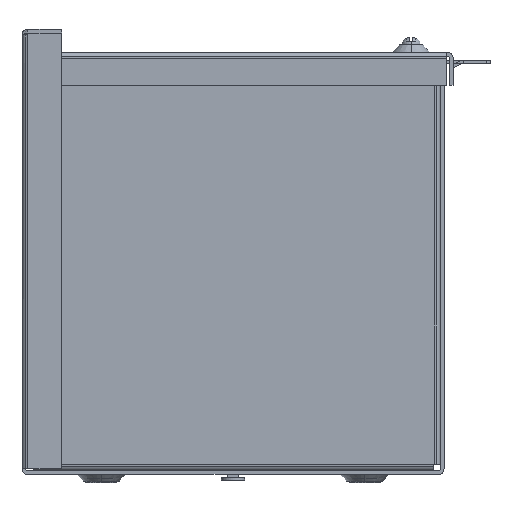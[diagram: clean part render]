
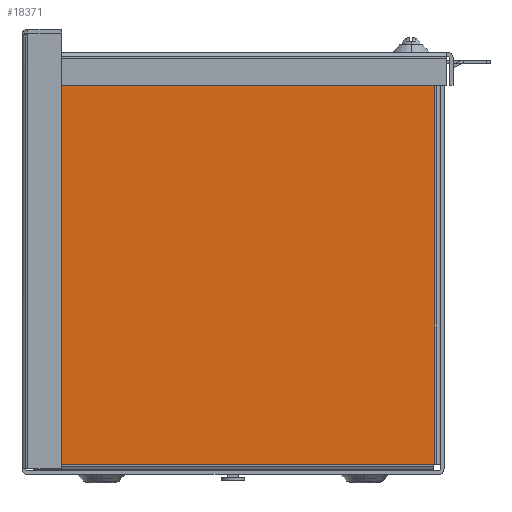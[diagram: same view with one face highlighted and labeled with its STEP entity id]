
A CAD part, left-side view. The second image highlights one B-rep face of the part: STEP entity #18371.
In plain terms, the highlighted planar face has unit normal (-1, 0, 0).
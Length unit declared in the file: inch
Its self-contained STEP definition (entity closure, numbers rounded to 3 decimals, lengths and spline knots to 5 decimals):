
#261 = VECTOR ( 'NONE', #19444, 39.37008 ) ;
#287 = VERTEX_POINT ( 'NONE', #1812 ) ;
#527 = CARTESIAN_POINT ( 'NONE',  ( -18., 3.8, 0.197 ) ) ;
#719 = VECTOR ( 'NONE', #20837, 39.37008 ) ;
#1812 = CARTESIAN_POINT ( 'NONE',  ( -18., 3.8, 7.783 ) ) ;
#1989 = CARTESIAN_POINT ( 'NONE',  ( -18., -3.803, 7.783 ) ) ;
#2144 = EDGE_CURVE ( 'NONE', #287, #11294, #10440, .T. ) ;
#2187 = VECTOR ( 'NONE', #12441, 39.37008 ) ;
#2362 = LINE ( 'NONE', #9410, #7295 ) ;
#2550 = CARTESIAN_POINT ( 'NONE',  ( -18., -3.803, 7.8 ) ) ;
#2750 = VECTOR ( 'NONE', #20302, 39.37008 ) ;
#2892 = EDGE_CURVE ( 'NONE', #23403, #23556, #7098, .T. ) ;
#3489 = EDGE_CURVE ( 'NONE', #19800, #23403, #10475, .T. ) ;
#4159 = ORIENTED_EDGE ( 'NONE', *, *, #5357, .T. ) ;
#4182 = CARTESIAN_POINT ( 'NONE',  ( -18., -3.803, 7.908 ) ) ;
#5028 = FACE_OUTER_BOUND ( 'NONE', #19628, .T. ) ;
#5357 = EDGE_CURVE ( 'NONE', #21426, #10200, #10062, .T. ) ;
#5922 = EDGE_CURVE ( 'NONE', #10200, #21816, #20598, .T. ) ;
#6090 = CARTESIAN_POINT ( 'NONE',  ( -18., -3.803, 0.197 ) ) ;
#6167 = DIRECTION ( 'NONE',  ( 0., 1., 0. ) ) ;
#6617 = LINE ( 'NONE', #24983, #18257 ) ;
#6805 = ORIENTED_EDGE ( 'NONE', *, *, #27029, .T. ) ;
#6979 = ORIENTED_EDGE ( 'NONE', *, *, #2144, .T. ) ;
#7098 = LINE ( 'NONE', #16656, #719 ) ;
#7295 = VECTOR ( 'NONE', #25386, 39.37008 ) ;
#7303 = ORIENTED_EDGE ( 'NONE', *, *, #3489, .T. ) ;
#7322 = VECTOR ( 'NONE', #27189, 39.37008 ) ;
#7374 = VECTOR ( 'NONE', #24566, 39.37008 ) ;
#9148 = DIRECTION ( 'NONE',  ( 0., -1., 0. ) ) ;
#9410 = CARTESIAN_POINT ( 'NONE',  ( -18., -3.803, 0.197 ) ) ;
#9419 = CARTESIAN_POINT ( 'NONE',  ( -18., -3.82, 7.908 ) ) ;
#10062 = LINE ( 'NONE', #16654, #2187 ) ;
#10200 = VERTEX_POINT ( 'NONE', #27812 ) ;
#10440 = LINE ( 'NONE', #12666, #20569 ) ;
#10475 = LINE ( 'NONE', #17069, #261 ) ;
#10819 = EDGE_CURVE ( 'NONE', #23556, #21426, #2362, .T. ) ;
#11271 = EDGE_CURVE ( 'NONE', #22651, #287, #11604, .T. ) ;
#11294 = VERTEX_POINT ( 'NONE', #527 ) ;
#11441 = VERTEX_POINT ( 'NONE', #1989 ) ;
#11599 = DIRECTION ( 'NONE',  ( 0., 0., -1. ) ) ;
#11604 = LINE ( 'NONE', #20718, #12566 ) ;
#11741 = CARTESIAN_POINT ( 'NONE',  ( -18., -3.803, 0.18 ) ) ;
#11784 = EDGE_CURVE ( 'NONE', #11294, #19800, #6617, .T. ) ;
#11905 = ORIENTED_EDGE ( 'NONE', *, *, #2892, .T. ) ;
#12330 = DIRECTION ( 'NONE',  ( 0., 0., -1. ) ) ;
#12441 = DIRECTION ( 'NONE',  ( 0., -1., 0. ) ) ;
#12471 = CARTESIAN_POINT ( 'NONE',  ( -18., 3.783, 0.197 ) ) ;
#12566 = VECTOR ( 'NONE', #20875, 39.37008 ) ;
#12666 = CARTESIAN_POINT ( 'NONE',  ( -18., 3.8, 7.908 ) ) ;
#12976 = VERTEX_POINT ( 'NONE', #18113 ) ;
#13830 = CARTESIAN_POINT ( 'NONE',  ( -18., 3.783, 7.783 ) ) ;
#14108 = VECTOR ( 'NONE', #11599, 39.37008 ) ;
#15064 = AXIS2_PLACEMENT_3D ( 'NONE', #16963, #16537, #12330 ) ;
#15141 = LINE ( 'NONE', #20341, #18349 ) ;
#15308 = EDGE_CURVE ( 'NONE', #21816, #11441, #24725, .T. ) ;
#15317 = ORIENTED_EDGE ( 'NONE', *, *, #11784, .T. ) ;
#15687 = LINE ( 'NONE', #4182, #2750 ) ;
#16232 = LINE ( 'NONE', #13830, #14108 ) ;
#16537 = DIRECTION ( 'NONE',  ( -1., 0., 0. ) ) ;
#16654 = CARTESIAN_POINT ( 'NONE',  ( -18., -3.928, 0.197 ) ) ;
#16656 = CARTESIAN_POINT ( 'NONE',  ( -18., 3.908, 0.18 ) ) ;
#16799 = CARTESIAN_POINT ( 'NONE',  ( -18., 3.783, 7.783 ) ) ;
#16811 = VERTEX_POINT ( 'NONE', #2550 ) ;
#16963 = CARTESIAN_POINT ( 'NONE',  ( -18., 3.908, 7.908 ) ) ;
#17069 = CARTESIAN_POINT ( 'NONE',  ( -18., 3.783, 0.072 ) ) ;
#17235 = ORIENTED_EDGE ( 'NONE', *, *, #15308, .T. ) ;
#17603 = DIRECTION ( 'NONE',  ( 0., 0., -1. ) ) ;
#17688 = CARTESIAN_POINT ( 'NONE',  ( -18., -3.803, 7.783 ) ) ;
#18113 = CARTESIAN_POINT ( 'NONE',  ( -18., 3.783, 7.8 ) ) ;
#18257 = VECTOR ( 'NONE', #9148, 39.37008 ) ;
#18349 = VECTOR ( 'NONE', #6167, 39.37008 ) ;
#18371 = ADVANCED_FACE ( 'NONE', ( #5028 ), #27871, .T. ) ;
#19444 = DIRECTION ( 'NONE',  ( 0., 0., -1. ) ) ;
#19628 = EDGE_LOOP ( 'NONE', ( #21596, #17235, #29169, #29463, #6805, #21127, #6979, #15317, #7303, #11905, #22418, #4159 ) ) ;
#19800 = VERTEX_POINT ( 'NONE', #12471 ) ;
#20302 = DIRECTION ( 'NONE',  ( 0., 0., 1. ) ) ;
#20317 = CARTESIAN_POINT ( 'NONE',  ( -18., -3.82, 7.783 ) ) ;
#20341 = CARTESIAN_POINT ( 'NONE',  ( -18., 3.908, 7.8 ) ) ;
#20378 = EDGE_CURVE ( 'NONE', #11441, #16811, #15687, .T. ) ;
#20569 = VECTOR ( 'NONE', #17603, 39.37008 ) ;
#20598 = LINE ( 'NONE', #9419, #7322 ) ;
#20718 = CARTESIAN_POINT ( 'NONE',  ( -18., 3.908, 7.783 ) ) ;
#20837 = DIRECTION ( 'NONE',  ( 0., -1., 0. ) ) ;
#20875 = DIRECTION ( 'NONE',  ( 0., 1., 0. ) ) ;
#21127 = ORIENTED_EDGE ( 'NONE', *, *, #11271, .T. ) ;
#21426 = VERTEX_POINT ( 'NONE', #6090 ) ;
#21596 = ORIENTED_EDGE ( 'NONE', *, *, #5922, .T. ) ;
#21816 = VERTEX_POINT ( 'NONE', #20317 ) ;
#22418 = ORIENTED_EDGE ( 'NONE', *, *, #10819, .T. ) ;
#22651 = VERTEX_POINT ( 'NONE', #16799 ) ;
#23403 = VERTEX_POINT ( 'NONE', #24168 ) ;
#23556 = VERTEX_POINT ( 'NONE', #11741 ) ;
#24168 = CARTESIAN_POINT ( 'NONE',  ( -18., 3.783, 0.18 ) ) ;
#24566 = DIRECTION ( 'NONE',  ( 0., 1., 0. ) ) ;
#24725 = LINE ( 'NONE', #17688, #7374 ) ;
#24983 = CARTESIAN_POINT ( 'NONE',  ( -18., 3.783, 0.197 ) ) ;
#25386 = DIRECTION ( 'NONE',  ( 0., 0., 1. ) ) ;
#26288 = EDGE_CURVE ( 'NONE', #16811, #12976, #15141, .T. ) ;
#27029 = EDGE_CURVE ( 'NONE', #12976, #22651, #16232, .T. ) ;
#27189 = DIRECTION ( 'NONE',  ( 0., 0., 1. ) ) ;
#27812 = CARTESIAN_POINT ( 'NONE',  ( -18., -3.82, 0.197 ) ) ;
#27871 = PLANE ( 'NONE',  #15064 ) ;
#29169 = ORIENTED_EDGE ( 'NONE', *, *, #20378, .T. ) ;
#29463 = ORIENTED_EDGE ( 'NONE', *, *, #26288, .T. ) ;
